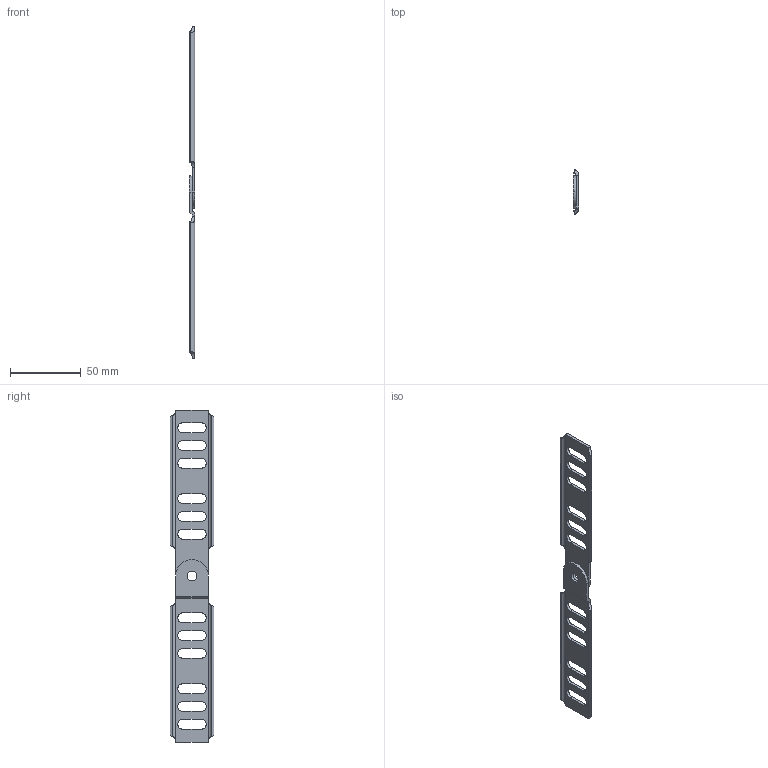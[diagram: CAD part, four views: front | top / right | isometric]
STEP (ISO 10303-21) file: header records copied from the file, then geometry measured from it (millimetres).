
FILE_DESCRIPTION((''),'2;1');
FILE_NAME('7082002_ASM','2013-01-30T',('AndreasKeweloh'),(''),'PRO/ENGINEER BY PARAMETRIC TECHNOLOGY CORPORATION, 2012360','PRO/ENGINEER BY PARAMETRIC TECHNOLOGY CORPORATION, 2012360','');
FILE_SCHEMA(('CONFIG_CONTROL_DESIGN'));
Length unit declared in the file: millimetre
Products named in the file (3): 7082002VERBINDERTEIL_GEKR; 7082002VERBINDERTEIL; 7082002_ASM
Assembly tree (2 placements, depth 2):
  7082002_ASM
    7082002VERBINDERTEIL_GEKR
    7082002VERBINDERTEIL
Bounding box: 4 x 31 x 234 mm (x, y, z)
Volume: 11453.4 mm3; surface area: 13911.2 mm2
Topology: 2 solids, 2 shells, 90 faces, 258 edges, 172 vertices
Faces by surface type: cylinder 48, plane 42
Entity records: 3216 total; most frequent: CARTESIAN_POINT 683, ORIENTED_EDGE 516, DIRECTION 504, EDGE_CURVE 258, AXIS2_PLACEMENT_3D 175, VERTEX_POINT 172, VECTOR 154, LINE 154
